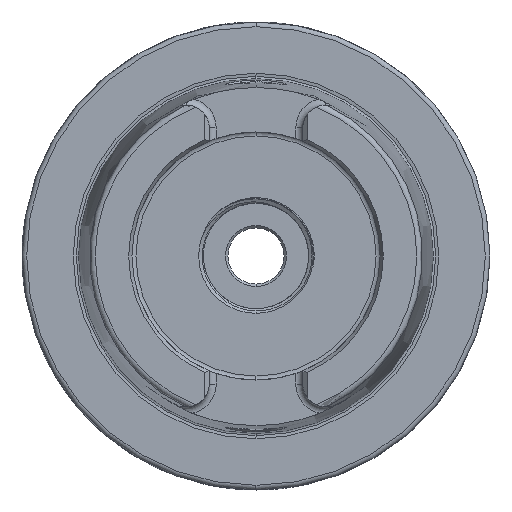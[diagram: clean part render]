
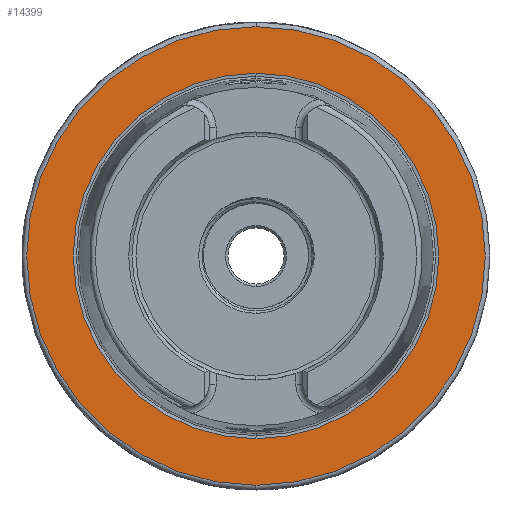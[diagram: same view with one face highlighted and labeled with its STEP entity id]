
A CAD part, left-side view. The second image highlights one B-rep face of the part: STEP entity #14399.
In plain terms, the highlighted planar face has unit normal (-1, 0, 0).
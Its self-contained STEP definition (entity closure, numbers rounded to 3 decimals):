
#1192 = CARTESIAN_POINT ( 'NONE',  ( 0., 0., 0. ) ) ;
#1196 = DIRECTION ( 'NONE',  ( 1., 0., 0. ) ) ;
#1197 = DIRECTION ( 'NONE',  ( 0., 0., -1. ) ) ;
#8576 = ORIENTED_EDGE ( 'NONE', *, *, #10122, .T. ) ;
#8577 = ORIENTED_EDGE ( 'NONE', *, *, #28207, .T. ) ;
#8578 = ORIENTED_EDGE ( 'NONE', *, *, #28206, .T. ) ;
#8579 = ORIENTED_EDGE ( 'NONE', *, *, #10067, .T. ) ;
#9917 = EDGE_LOOP ( 'NONE', ( #8576, #8577 ) ) ;
#9928 = EDGE_LOOP ( 'NONE', ( #8579, #8578 ) ) ;
#10067 = EDGE_CURVE ( 'NONE', #21937, #27764, #28408, .T. ) ;
#10122 = EDGE_CURVE ( 'NONE', #27748, #27710, #28418, .T. ) ;
#11249 = PLANE ( 'NONE',  #28759 ) ;
#11250 = CARTESIAN_POINT ( 'NONE',  ( 0., 39.054, 0. ) ) ;
#11251 = DIRECTION ( 'NONE',  ( -1., 0., 0. ) ) ;
#11252 = DIRECTION ( 'NONE',  ( 0., 0., 1. ) ) ;
#14399 = ADVANCED_FACE ( 'NONE', ( #28748, #28752 ), #11249, .T. ) ;
#15609 = AXIS2_PLACEMENT_3D ( 'NONE', #19543, #19551, #19553 ) ;
#15655 = AXIS2_PLACEMENT_3D ( 'NONE', #1192, #1196, #1197 ) ;
#19543 = CARTESIAN_POINT ( 'NONE',  ( 0., 0., 0. ) ) ;
#19551 = DIRECTION ( 'NONE',  ( -1., 0., 0. ) ) ;
#19553 = DIRECTION ( 'NONE',  ( 0., 0., 1. ) ) ;
#21937 = VERTEX_POINT ( 'NONE', #33063 ) ;
#27710 = VERTEX_POINT ( 'NONE', #32081 ) ;
#27748 = VERTEX_POINT ( 'NONE', #31541 ) ;
#27764 = VERTEX_POINT ( 'NONE', #31557 ) ;
#28206 = EDGE_CURVE ( 'NONE', #27764, #21937, #28502, .T. ) ;
#28207 = EDGE_CURVE ( 'NONE', #27710, #27748, #28503, .T. ) ;
#28408 = CIRCLE ( 'NONE', #15655, 39.054 ) ;
#28418 = CIRCLE ( 'NONE', #15609, 49. ) ;
#28502 = CIRCLE ( 'NONE', #35367, 39.054 ) ;
#28503 = CIRCLE ( 'NONE', #35370, 49. ) ;
#28748 = FACE_OUTER_BOUND ( 'NONE', #9917, .T. ) ;
#28752 = FACE_BOUND ( 'NONE', #9928, .T. ) ;
#28759 = AXIS2_PLACEMENT_3D ( 'NONE', #11250, #11251, #11252 ) ;
#31541 = CARTESIAN_POINT ( 'NONE',  ( 0., 0., 49. ) ) ;
#31557 = CARTESIAN_POINT ( 'NONE',  ( 0., 0., -39.054 ) ) ;
#31790 = CARTESIAN_POINT ( 'NONE',  ( 0., 0., 0. ) ) ;
#31791 = DIRECTION ( 'NONE',  ( 1., 0., 0. ) ) ;
#31792 = DIRECTION ( 'NONE',  ( 0., 0., -1. ) ) ;
#31793 = CARTESIAN_POINT ( 'NONE',  ( 0., 0., 0. ) ) ;
#31794 = DIRECTION ( 'NONE',  ( -1., 0., 0. ) ) ;
#31795 = DIRECTION ( 'NONE',  ( 0., 0., 1. ) ) ;
#32081 = CARTESIAN_POINT ( 'NONE',  ( 0., 0., -49. ) ) ;
#33063 = CARTESIAN_POINT ( 'NONE',  ( 0., 0., 39.054 ) ) ;
#35367 = AXIS2_PLACEMENT_3D ( 'NONE', #31790, #31791, #31792 ) ;
#35370 = AXIS2_PLACEMENT_3D ( 'NONE', #31793, #31794, #31795 ) ;
